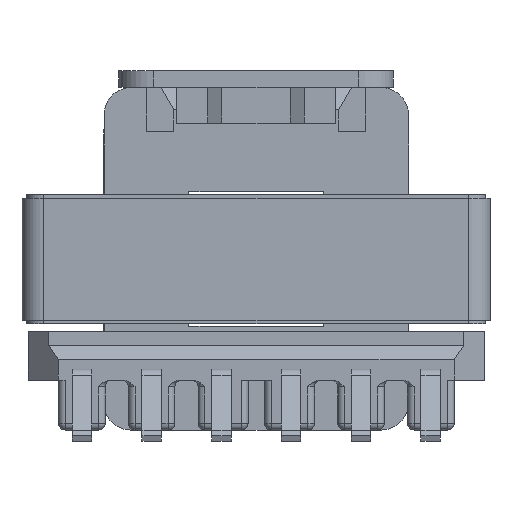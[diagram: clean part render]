
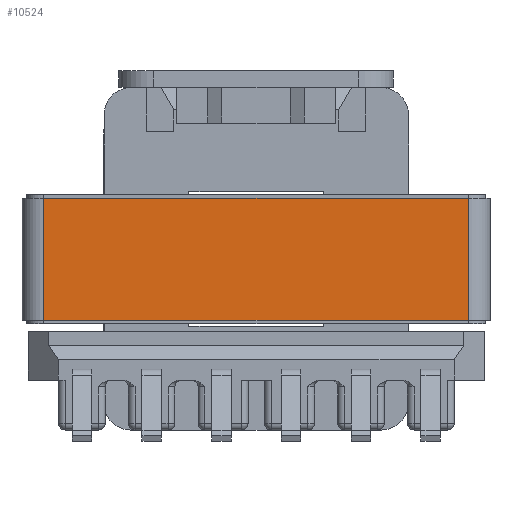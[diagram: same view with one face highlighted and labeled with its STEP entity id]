
A CAD part, left-side view. The second image highlights one B-rep face of the part: STEP entity #10524.
In plain terms, the highlighted planar face has unit normal (-1, 0, 0).
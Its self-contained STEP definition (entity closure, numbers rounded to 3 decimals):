
#256=PLANE('',#14806);
#674=LINE('',#19206,#1772);
#681=LINE('',#19235,#1779);
#682=LINE('',#19237,#1780);
#683=LINE('',#19238,#1781);
#1772=VECTOR('',#16051,1000.);
#1779=VECTOR('',#16074,1000.);
#1780=VECTOR('',#16077,1000.);
#1781=VECTOR('',#16078,1000.);
#3082=ORIENTED_EDGE('',*,*,#6107,.F.);
#3083=ORIENTED_EDGE('',*,*,#6122,.F.);
#3084=ORIENTED_EDGE('',*,*,#6121,.T.);
#3085=ORIENTED_EDGE('',*,*,#6123,.T.);
#6107=EDGE_CURVE('',#7649,#7650,#674,.T.);
#6121=EDGE_CURVE('',#7657,#7663,#681,.T.);
#6122=EDGE_CURVE('',#7657,#7649,#682,.T.);
#6123=EDGE_CURVE('',#7663,#7650,#683,.T.);
#7649=VERTEX_POINT('',#19205);
#7650=VERTEX_POINT('',#19207);
#7657=VERTEX_POINT('',#19222);
#7663=VERTEX_POINT('',#19234);
#9022=EDGE_LOOP('',(#3082,#3083,#3084,#3085));
#9674=FACE_BOUND('',#9022,.T.);
#10524=ADVANCED_FACE('',(#9674),#256,.T.);
#14806=AXIS2_PLACEMENT_3D('',#19236,#16075,#16076);
#16051=DIRECTION('',(0.,0.,1.));
#16074=DIRECTION('',(0.,0.,1.));
#16075=DIRECTION('',(-1.,0.,0.));
#16076=DIRECTION('',(0.,0.,1.));
#16077=DIRECTION('',(0.,1.,0.));
#16078=DIRECTION('',(0.,1.,0.));
#19205=CARTESIAN_POINT('',(-19.47,8.855,-16.615));
#19206=CARTESIAN_POINT('',(-19.47,8.855,-1.185));
#19207=CARTESIAN_POINT('',(-19.47,8.855,-1.185));
#19222=CARTESIAN_POINT('',(-19.47,4.405,-16.615));
#19234=CARTESIAN_POINT('',(-19.47,4.405,-1.185));
#19235=CARTESIAN_POINT('',(-19.47,4.405,-1.185));
#19236=CARTESIAN_POINT('',(-19.47,4.405,-1.185));
#19237=CARTESIAN_POINT('',(-19.47,4.405,-16.615));
#19238=CARTESIAN_POINT('',(-19.47,4.405,-1.185));
